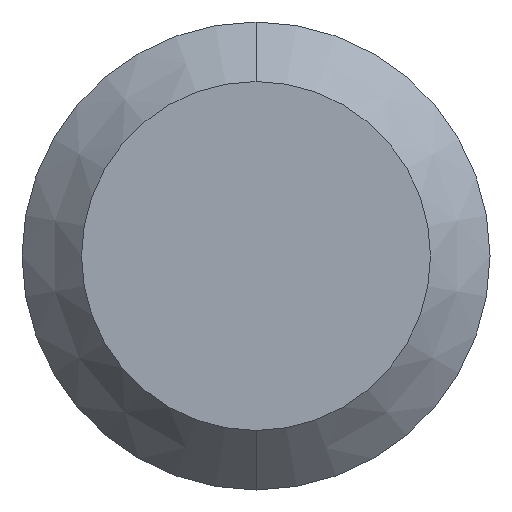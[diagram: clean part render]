
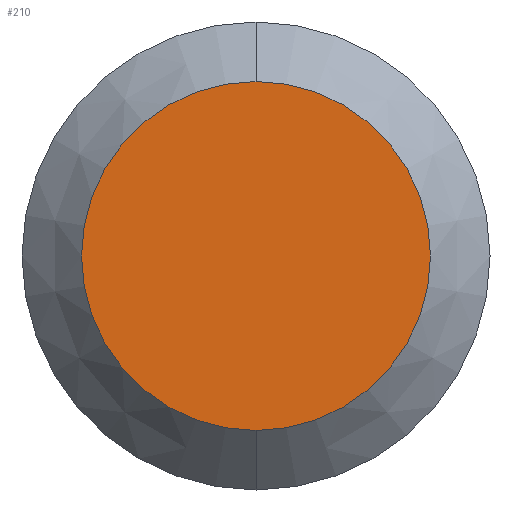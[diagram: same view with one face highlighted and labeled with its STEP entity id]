
A CAD part, front view. The second image highlights one B-rep face of the part: STEP entity #210.
In plain terms, the highlighted planar face has unit normal (0, -1, 0).
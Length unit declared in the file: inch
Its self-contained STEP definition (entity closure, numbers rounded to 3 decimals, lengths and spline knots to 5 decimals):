
#9 = AXIS2_PLACEMENT_3D ( 'NONE', #173, #228, #186 ) ;
#17 = CARTESIAN_POINT ( 'NONE',  ( 0., 0., 0. ) ) ;
#54 = DIRECTION ( 'NONE',  ( 0., -1., 0. ) ) ;
#74 = CARTESIAN_POINT ( 'NONE',  ( 0., 0., 0.05859 ) ) ;
#96 = EDGE_CURVE ( 'NONE', #217, #166, #183, .T. ) ;
#98 = CARTESIAN_POINT ( 'NONE',  ( 0., 0., 0. ) ) ;
#101 = DIRECTION ( 'NONE',  ( 0., 0., 1. ) ) ;
#103 = DIRECTION ( 'NONE',  ( 0., 0., 1. ) ) ;
#133 = FACE_OUTER_BOUND ( 'NONE', #263, .T. ) ;
#139 = CARTESIAN_POINT ( 'NONE',  ( 0., 0., -0.05859 ) ) ;
#166 = VERTEX_POINT ( 'NONE', #74 ) ;
#170 = EDGE_CURVE ( 'NONE', #166, #217, #252, .T. ) ;
#173 = CARTESIAN_POINT ( 'NONE',  ( 0., 0., 0. ) ) ;
#180 = PLANE ( 'NONE',  #9 ) ;
#183 = CIRCLE ( 'NONE', #256, 0.05859 ) ;
#186 = DIRECTION ( 'NONE',  ( 0., 0., 1. ) ) ;
#207 = ORIENTED_EDGE ( 'NONE', *, *, #96, .T. ) ;
#210 = ADVANCED_FACE ( 'NONE', ( #133 ), #180, .F. ) ;
#217 = VERTEX_POINT ( 'NONE', #139 ) ;
#221 = ORIENTED_EDGE ( 'NONE', *, *, #170, .T. ) ;
#228 = DIRECTION ( 'NONE',  ( 0., 1., 0. ) ) ;
#252 = CIRCLE ( 'NONE', #272, 0.05859 ) ;
#256 = AXIS2_PLACEMENT_3D ( 'NONE', #17, #54, #103 ) ;
#263 = EDGE_LOOP ( 'NONE', ( #221, #207 ) ) ;
#267 = DIRECTION ( 'NONE',  ( 0., -1., 0. ) ) ;
#272 = AXIS2_PLACEMENT_3D ( 'NONE', #98, #267, #101 ) ;
